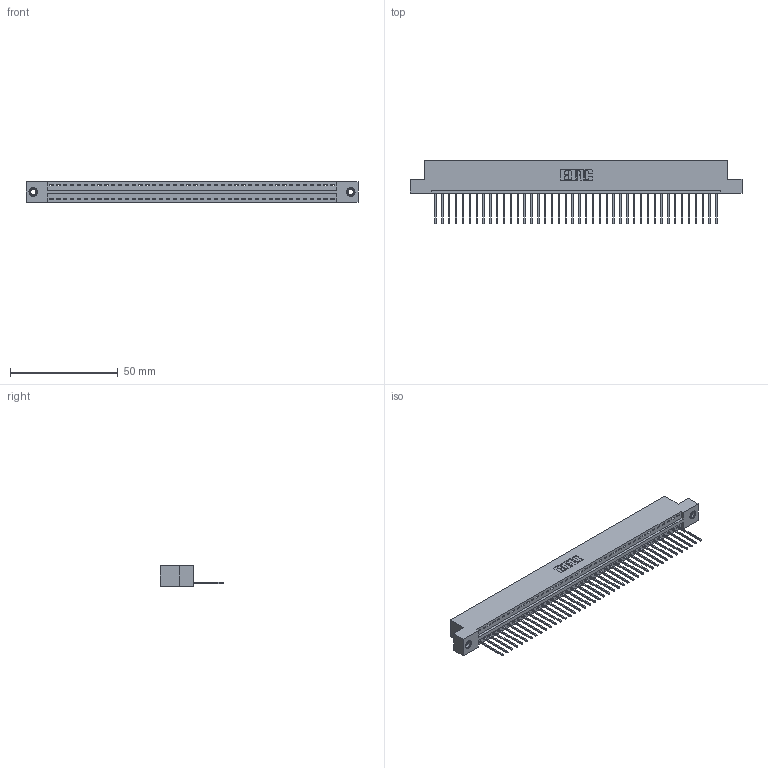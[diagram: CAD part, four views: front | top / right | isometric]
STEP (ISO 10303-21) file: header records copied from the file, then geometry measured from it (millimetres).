
FILE_DESCRIPTION (( 'STEP AP203' ), '1' );
FILE_NAME ('396-042-540-107.STEP', '2018-09-07T00:21:15', ( '' ), ( '' ), 'SwSTEP 2.0', 'SolidWorks 2016', '' );
FILE_SCHEMA (( 'CONFIG_CONTROL_DESIGN' ));
Length unit declared in the file: inch
Products named in the file (4): 346 Part_Flush Mounting Lugs - 0.156 Dia-TI; 345-292-001_345-293-140; 345-250-001_345-250-005-103; 396-042-540-107
Assembly tree (45 placements, depth 2):
  396-042-540-107
    346 Part_Flush Mounting Lugs - 0.156 Dia-TI
    345-292-001_345-293-140  x42
    345-250-001_345-250-005-103  x2
Bounding box: 153.92 x 29.46 x 9.4 mm (x, y, z)
Volume: 14777.3 mm3; surface area: 18919.6 mm2
Topology: 45 solids, 45 shells, 2618 faces, 7857 edges, 5174 vertices
Faces by surface type: plane 1788, cylinder 814, cone 12, torus 4
Entity records: 27270 total; most frequent: CARTESIAN_POINT 4657, ORIENTED_EDGE 4626, DIRECTION 4135, EDGE_CURVE 2313, LINE 1993, VECTOR 1993, VERTEX_POINT 1536, AXIS2_PLACEMENT_3D 1071
